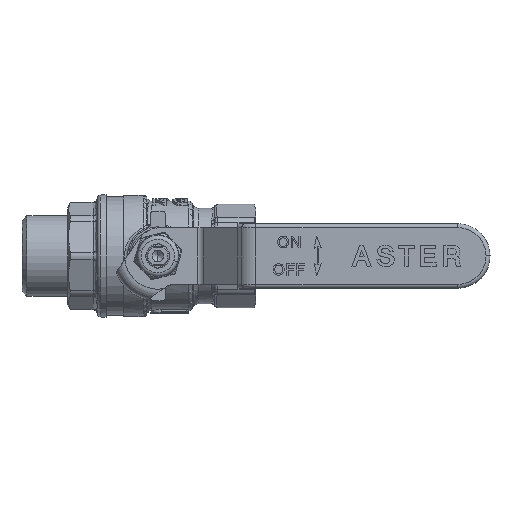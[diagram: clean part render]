
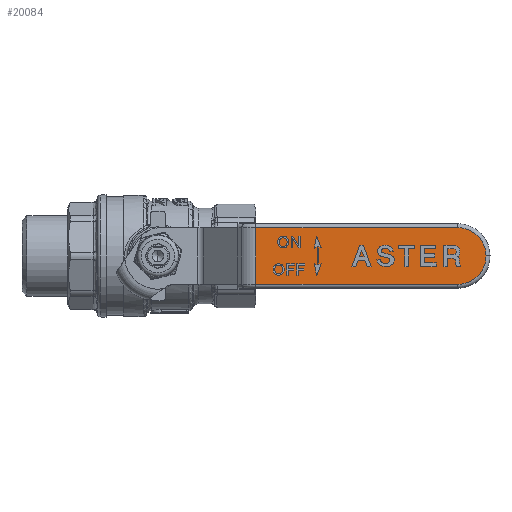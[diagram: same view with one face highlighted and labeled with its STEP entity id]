
A CAD part, front view. The second image highlights one B-rep face of the part: STEP entity #20084.
In plain terms, the highlighted planar face has unit normal (0, -1, 0).
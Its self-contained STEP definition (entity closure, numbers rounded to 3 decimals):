
#27 = VERTEX_POINT ( 'NONE', #2287 ) ;
#118 = EDGE_CURVE ( 'NONE', #21948, #20885, #2472, .T. ) ;
#2287 = CARTESIAN_POINT ( 'NONE',  ( 25.053, -41.17, -7.25 ) ) ;
#2468 = DIRECTION ( 'NONE',  ( 0., 0., -1. ) ) ;
#2469 = DIRECTION ( 'NONE',  ( 0., -1., 0. ) ) ;
#2470 = CARTESIAN_POINT ( 'NONE',  ( 76.75, -41.17, 0. ) ) ;
#2471 = AXIS2_PLACEMENT_3D ( 'NONE', #2470, #2469, #2468 ) ;
#2472 = CIRCLE ( 'NONE', #2471, 7.25 ) ;
#9229 = ORIENTED_EDGE ( 'NONE', *, *, #118, .T. ) ;
#12827 = CARTESIAN_POINT ( 'NONE',  ( 85., -41.17, -8.25 ) ) ;
#13001 = PLANE ( 'NONE',  #13002 ) ;
#13002 = AXIS2_PLACEMENT_3D ( 'NONE', #12827, #13213, #13233 ) ;
#13213 = DIRECTION ( 'NONE',  ( 0., 1., 0. ) ) ;
#13233 = DIRECTION ( 'NONE',  ( 0., 0., -1. ) ) ;
#13579 = FACE_OUTER_BOUND ( 'NONE', #20073, .T. ) ;
#15472 = CARTESIAN_POINT ( 'NONE',  ( 76.75, -41.17, -7.25 ) ) ;
#15478 = CIRCLE ( 'NONE', #15512, 7.25 ) ;
#15507 = CARTESIAN_POINT ( 'NONE',  ( 25.053, -41.17, -8.25 ) ) ;
#15510 = DIRECTION ( 'NONE',  ( 0., 0., -1. ) ) ;
#15511 = DIRECTION ( 'NONE',  ( 0., -1., 0. ) ) ;
#15512 = AXIS2_PLACEMENT_3D ( 'NONE', #15522, #15511, #15510 ) ;
#15520 = DIRECTION ( 'NONE',  ( 1., 0., 0. ) ) ;
#15522 = CARTESIAN_POINT ( 'NONE',  ( 76.75, -41.17, 0. ) ) ;
#15523 = VECTOR ( 'NONE', #15520, 1000. ) ;
#15525 = LINE ( 'NONE', #15472, #15523 ) ;
#15535 = DIRECTION ( 'NONE',  ( -1., 0., 0. ) ) ;
#15536 = VECTOR ( 'NONE', #15535, 1000. ) ;
#15537 = CARTESIAN_POINT ( 'NONE',  ( 85., -41.17, 7.25 ) ) ;
#15538 = LINE ( 'NONE', #15537, #15536 ) ;
#15546 = CARTESIAN_POINT ( 'NONE',  ( 76.75, -41.17, -7.25 ) ) ;
#15550 = CARTESIAN_POINT ( 'NONE',  ( 76.75, -41.17, 7.25 ) ) ;
#15565 = DIRECTION ( 'NONE',  ( 0., 0., -1. ) ) ;
#15566 = VECTOR ( 'NONE', #15565, 1000. ) ;
#15567 = LINE ( 'NONE', #15507, #15566 ) ;
#17826 = CARTESIAN_POINT ( 'NONE',  ( 84., -41.17, 0. ) ) ;
#17851 = CARTESIAN_POINT ( 'NONE',  ( 25.053, -41.17, 7.25 ) ) ;
#20073 = EDGE_LOOP ( 'NONE', ( #9229, #20888, #20883, #20862, #20857 ) ) ;
#20084 = ADVANCED_FACE ( 'NONE', ( #13579 ), #13001, .F. ) ;
#20857 = ORIENTED_EDGE ( 'NONE', *, *, #20861, .T. ) ;
#20859 = EDGE_CURVE ( 'NONE', #27, #20884, #15525, .T. ) ;
#20861 = EDGE_CURVE ( 'NONE', #20884, #21948, #15478, .T. ) ;
#20862 = ORIENTED_EDGE ( 'NONE', *, *, #20859, .T. ) ;
#20882 = EDGE_CURVE ( 'NONE', #20885, #21949, #15538, .T. ) ;
#20883 = ORIENTED_EDGE ( 'NONE', *, *, #20886, .T. ) ;
#20884 = VERTEX_POINT ( 'NONE', #15546 ) ;
#20885 = VERTEX_POINT ( 'NONE', #15550 ) ;
#20886 = EDGE_CURVE ( 'NONE', #21949, #27, #15567, .T. ) ;
#20888 = ORIENTED_EDGE ( 'NONE', *, *, #20882, .T. ) ;
#21948 = VERTEX_POINT ( 'NONE', #17826 ) ;
#21949 = VERTEX_POINT ( 'NONE', #17851 ) ;
